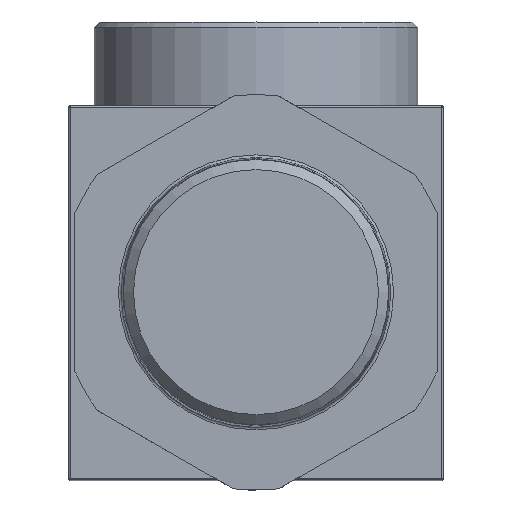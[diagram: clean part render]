
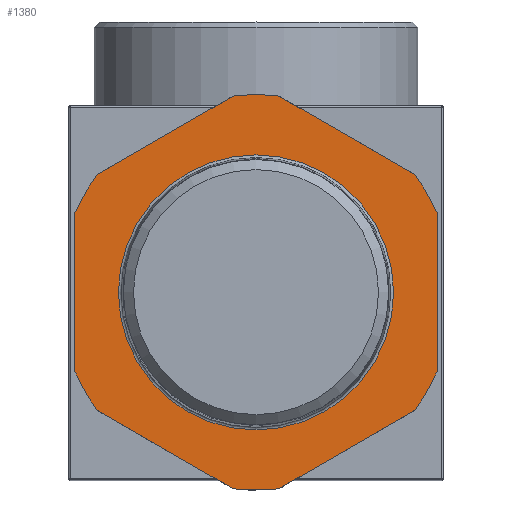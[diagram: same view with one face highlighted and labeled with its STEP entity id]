
A CAD part, top view. The second image highlights one B-rep face of the part: STEP entity #1380.
In plain terms, the highlighted planar face has unit normal (0, 0, 1).
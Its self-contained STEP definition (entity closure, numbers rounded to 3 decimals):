
#31=FACE_BOUND('',#422,.T.);
#75=LINE('',#2285,#131);
#78=LINE('',#2326,#134);
#81=LINE('',#2363,#137);
#84=LINE('',#2404,#140);
#87=LINE('',#2445,#143);
#90=LINE('',#2486,#146);
#131=VECTOR('',#1846,10.);
#134=VECTOR('',#1851,10.);
#137=VECTOR('',#1856,10.);
#140=VECTOR('',#1861,10.);
#143=VECTOR('',#1866,10.);
#146=VECTOR('',#1871,10.);
#336=FACE_OUTER_BOUND('',#421,.T.);
#421=EDGE_LOOP('',(#1091,#1092,#1093,#1094,#1095,#1096,#1097,#1098,#1099,
#1100,#1101,#1102));
#422=EDGE_LOOP('',(#1103,#1104));
#509=CIRCLE('',#1529,35.4);
#510=CIRCLE('',#1530,35.4);
#511=CIRCLE('',#1531,35.4);
#512=CIRCLE('',#1532,35.4);
#513=CIRCLE('',#1533,35.4);
#514=CIRCLE('',#1534,35.4);
#515=CIRCLE('',#1535,24.63);
#516=CIRCLE('',#1536,24.63);
#634=VERTEX_POINT('',#2283);
#635=VERTEX_POINT('',#2284);
#639=VERTEX_POINT('',#2324);
#640=VERTEX_POINT('',#2325);
#644=VERTEX_POINT('',#2361);
#645=VERTEX_POINT('',#2362);
#649=VERTEX_POINT('',#2402);
#650=VERTEX_POINT('',#2403);
#654=VERTEX_POINT('',#2443);
#655=VERTEX_POINT('',#2444);
#659=VERTEX_POINT('',#2484);
#660=VERTEX_POINT('',#2485);
#664=VERTEX_POINT('',#2531);
#665=VERTEX_POINT('',#2532);
#794=EDGE_CURVE('',#634,#635,#75,.T.);
#799=EDGE_CURVE('',#639,#640,#78,.T.);
#804=EDGE_CURVE('',#644,#645,#81,.T.);
#809=EDGE_CURVE('',#649,#650,#84,.T.);
#814=EDGE_CURVE('',#654,#655,#87,.T.);
#819=EDGE_CURVE('',#659,#660,#90,.T.);
#824=EDGE_CURVE('',#659,#635,#509,.T.);
#825=EDGE_CURVE('',#644,#660,#510,.T.);
#826=EDGE_CURVE('',#649,#645,#511,.T.);
#827=EDGE_CURVE('',#639,#650,#512,.T.);
#828=EDGE_CURVE('',#654,#640,#513,.T.);
#829=EDGE_CURVE('',#634,#655,#514,.T.);
#830=EDGE_CURVE('',#664,#665,#515,.T.);
#831=EDGE_CURVE('',#665,#664,#516,.T.);
#1091=ORIENTED_EDGE('',*,*,#794,.T.);
#1092=ORIENTED_EDGE('',*,*,#824,.F.);
#1093=ORIENTED_EDGE('',*,*,#819,.T.);
#1094=ORIENTED_EDGE('',*,*,#825,.F.);
#1095=ORIENTED_EDGE('',*,*,#804,.T.);
#1096=ORIENTED_EDGE('',*,*,#826,.F.);
#1097=ORIENTED_EDGE('',*,*,#809,.T.);
#1098=ORIENTED_EDGE('',*,*,#827,.F.);
#1099=ORIENTED_EDGE('',*,*,#799,.T.);
#1100=ORIENTED_EDGE('',*,*,#828,.F.);
#1101=ORIENTED_EDGE('',*,*,#814,.T.);
#1102=ORIENTED_EDGE('',*,*,#829,.F.);
#1103=ORIENTED_EDGE('',*,*,#830,.F.);
#1104=ORIENTED_EDGE('',*,*,#831,.F.);
#1327=PLANE('',#1528);
#1380=ADVANCED_FACE('',(#336,#31),#1327,.T.);
#1528=AXIS2_PLACEMENT_3D('',#2524,#1874,#1875);
#1529=AXIS2_PLACEMENT_3D('',#2525,#1876,#1877);
#1530=AXIS2_PLACEMENT_3D('',#2526,#1878,#1879);
#1531=AXIS2_PLACEMENT_3D('',#2527,#1880,#1881);
#1532=AXIS2_PLACEMENT_3D('',#2528,#1882,#1883);
#1533=AXIS2_PLACEMENT_3D('',#2529,#1884,#1885);
#1534=AXIS2_PLACEMENT_3D('',#2530,#1886,#1887);
#1535=AXIS2_PLACEMENT_3D('',#2533,#1888,#1889);
#1536=AXIS2_PLACEMENT_3D('',#2534,#1890,#1891);
#1846=DIRECTION('',(0.866,0.5,0.));
#1851=DIRECTION('',(0.,-1.,0.));
#1856=DIRECTION('',(-0.866,0.5,0.));
#1861=DIRECTION('',(-0.866,-0.5,0.));
#1866=DIRECTION('',(0.866,-0.5,0.));
#1871=DIRECTION('',(0.,1.,0.));
#1874=DIRECTION('center_axis',(0.,0.,1.));
#1875=DIRECTION('ref_axis',(1.,0.,0.));
#1876=DIRECTION('center_axis',(0.,0.,-1.));
#1877=DIRECTION('ref_axis',(1.,0.,0.));
#1878=DIRECTION('center_axis',(0.,0.,-1.));
#1879=DIRECTION('ref_axis',(1.,0.,0.));
#1880=DIRECTION('center_axis',(0.,0.,-1.));
#1881=DIRECTION('ref_axis',(1.,0.,0.));
#1882=DIRECTION('center_axis',(0.,0.,-1.));
#1883=DIRECTION('ref_axis',(1.,0.,0.));
#1884=DIRECTION('center_axis',(0.,0.,-1.));
#1885=DIRECTION('ref_axis',(1.,0.,0.));
#1886=DIRECTION('center_axis',(0.,0.,-1.));
#1887=DIRECTION('ref_axis',(1.,0.,0.));
#1888=DIRECTION('center_axis',(0.,0.,1.));
#1889=DIRECTION('ref_axis',(0.,-1.,0.));
#1890=DIRECTION('center_axis',(0.,0.,1.));
#1891=DIRECTION('ref_axis',(0.,-1.,0.));
#2283=CARTESIAN_POINT('',(4.098,-35.162,14.905));
#2284=CARTESIAN_POINT('',(28.402,-21.13,14.905));
#2285=CARTESIAN_POINT('',(29.991,-20.213,14.905));
#2324=CARTESIAN_POINT('',(-32.5,14.032,14.905));
#2325=CARTESIAN_POINT('',(-32.5,-14.032,14.905));
#2326=CARTESIAN_POINT('',(-32.5,10.684,14.905));
#2361=CARTESIAN_POINT('',(28.402,21.13,14.905));
#2362=CARTESIAN_POINT('',(4.098,35.162,14.905));
#2363=CARTESIAN_POINT('',(2.509,36.079,14.905));
#2402=CARTESIAN_POINT('',(-4.098,35.162,14.905));
#2403=CARTESIAN_POINT('',(-28.402,21.13,14.905));
#2404=CARTESIAN_POINT('',(-14.662,29.063,14.905));
#2443=CARTESIAN_POINT('',(-28.402,-21.13,14.905));
#2444=CARTESIAN_POINT('',(-4.098,-35.162,14.905));
#2445=CARTESIAN_POINT('',(-17.838,-27.229,14.905));
#2484=CARTESIAN_POINT('',(32.5,-14.032,14.905));
#2485=CARTESIAN_POINT('',(32.5,14.032,14.905));
#2486=CARTESIAN_POINT('',(32.5,24.716,14.905));
#2524=CARTESIAN_POINT('Origin',(0.,35.4,14.905));
#2525=CARTESIAN_POINT('Origin',(0.,0.,14.905));
#2526=CARTESIAN_POINT('Origin',(0.,0.,14.905));
#2527=CARTESIAN_POINT('Origin',(0.,0.,14.905));
#2528=CARTESIAN_POINT('Origin',(0.,0.,14.905));
#2529=CARTESIAN_POINT('Origin',(0.,0.,14.905));
#2530=CARTESIAN_POINT('Origin',(0.,0.,14.905));
#2531=CARTESIAN_POINT('',(0.,24.63,14.905));
#2532=CARTESIAN_POINT('',(24.63,0.,14.905));
#2533=CARTESIAN_POINT('Origin',(0.,0.,14.905));
#2534=CARTESIAN_POINT('Origin',(0.,0.,14.905));
